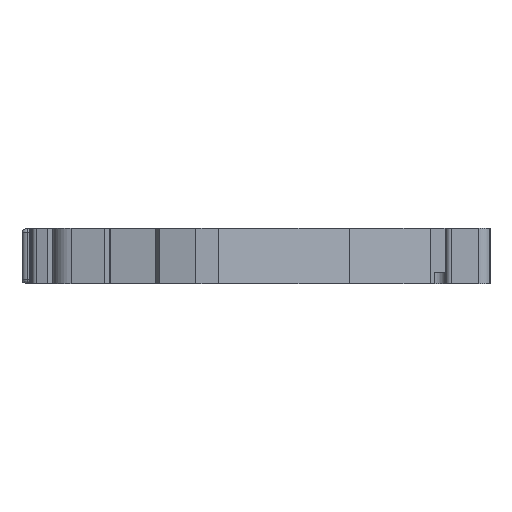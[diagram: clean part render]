
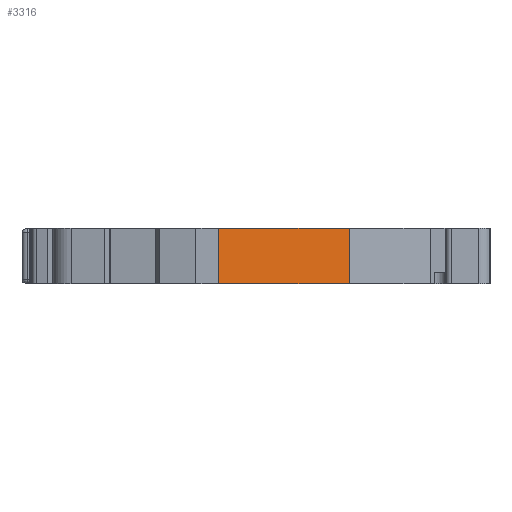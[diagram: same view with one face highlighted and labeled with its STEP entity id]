
A CAD part, left-side view. The second image highlights one B-rep face of the part: STEP entity #3316.
In plain terms, the highlighted planar face has unit normal (-0.985, -0.175, 0).
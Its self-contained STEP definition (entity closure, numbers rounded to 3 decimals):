
#183 = LINE ( 'NONE', #851, #15307 ) ;
#689 = LINE ( 'NONE', #7812, #14524 ) ;
#700 = CARTESIAN_POINT ( 'NONE',  ( -45.099, 4.695, 3.932 ) ) ;
#851 = CARTESIAN_POINT ( 'NONE',  ( -44.37, 0.585, 3.932 ) ) ;
#1285 = EDGE_CURVE ( 'NONE', #5540, #6225, #183, .T. ) ;
#1311 = LINE ( 'NONE', #9299, #8937 ) ;
#1728 = DIRECTION ( 'NONE',  ( 0.175, -0.985, 0. ) ) ;
#2286 = PLANE ( 'NONE',  #14837 ) ;
#2565 = DIRECTION ( 'NONE',  ( -0.985, -0.175, 0. ) ) ;
#3281 = DIRECTION ( 'NONE',  ( 0.175, -0.985, 0. ) ) ;
#3316 = ADVANCED_FACE ( 'NONE', ( #4477 ), #2286, .T. ) ;
#3349 = CARTESIAN_POINT ( 'NONE',  ( -44.37, 0.585, -44.572 ) ) ;
#3665 = EDGE_LOOP ( 'NONE', ( #14280, #7875, #11206, #11840 ) ) ;
#4477 = FACE_OUTER_BOUND ( 'NONE', #3665, .T. ) ;
#5022 = VERTEX_POINT ( 'NONE', #10723 ) ;
#5123 = CARTESIAN_POINT ( 'NONE',  ( -42.995, -7.167, -1.068 ) ) ;
#5540 = VERTEX_POINT ( 'NONE', #700 ) ;
#6225 = VERTEX_POINT ( 'NONE', #10921 ) ;
#6639 = VERTEX_POINT ( 'NONE', #5123 ) ;
#7812 = CARTESIAN_POINT ( 'NONE',  ( -45.099, 4.695, -44.572 ) ) ;
#7875 = ORIENTED_EDGE ( 'NONE', *, *, #10621, .T. ) ;
#8937 = VECTOR ( 'NONE', #17050, 1000. ) ;
#9191 = DIRECTION ( 'NONE',  ( 0., 0., 1. ) ) ;
#9253 = DIRECTION ( 'NONE',  ( 0., 0., 1. ) ) ;
#9299 = CARTESIAN_POINT ( 'NONE',  ( -44.37, 0.585, -1.068 ) ) ;
#9740 = CARTESIAN_POINT ( 'NONE',  ( -42.995, -7.167, -44.572 ) ) ;
#10534 = VECTOR ( 'NONE', #9253, 1000. ) ;
#10621 = EDGE_CURVE ( 'NONE', #6639, #6225, #17374, .T. ) ;
#10723 = CARTESIAN_POINT ( 'NONE',  ( -45.099, 4.695, -1.068 ) ) ;
#10921 = CARTESIAN_POINT ( 'NONE',  ( -42.995, -7.167, 3.932 ) ) ;
#11206 = ORIENTED_EDGE ( 'NONE', *, *, #1285, .F. ) ;
#11840 = ORIENTED_EDGE ( 'NONE', *, *, #14615, .F. ) ;
#14280 = ORIENTED_EDGE ( 'NONE', *, *, #16343, .F. ) ;
#14524 = VECTOR ( 'NONE', #9191, 1000. ) ;
#14615 = EDGE_CURVE ( 'NONE', #5022, #5540, #689, .T. ) ;
#14837 = AXIS2_PLACEMENT_3D ( 'NONE', #3349, #2565, #1728 ) ;
#15307 = VECTOR ( 'NONE', #3281, 1000. ) ;
#16343 = EDGE_CURVE ( 'NONE', #6639, #5022, #1311, .T. ) ;
#17050 = DIRECTION ( 'NONE',  ( -0.175, 0.985, 0. ) ) ;
#17374 = LINE ( 'NONE', #9740, #10534 ) ;
